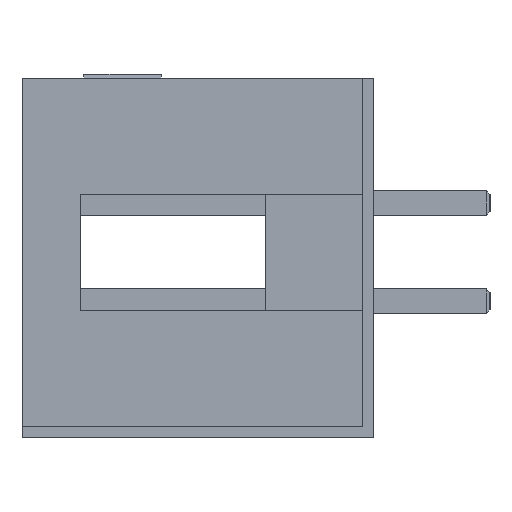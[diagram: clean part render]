
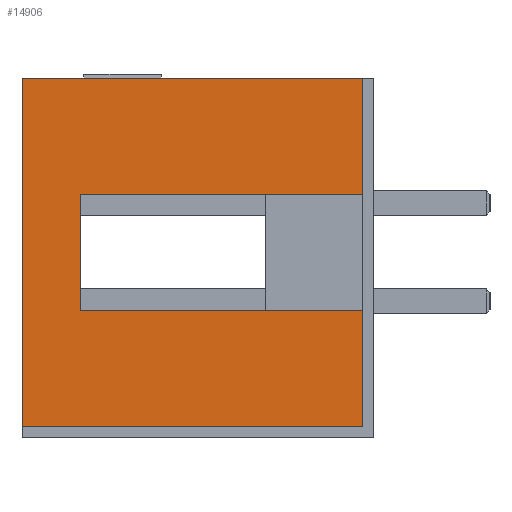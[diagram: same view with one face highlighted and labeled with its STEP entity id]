
A CAD part, left-side view. The second image highlights one B-rep face of the part: STEP entity #14906.
In plain terms, the highlighted planar face has unit normal (-1, 0, 0).
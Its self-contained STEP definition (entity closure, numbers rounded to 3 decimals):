
#269 = CARTESIAN_POINT ( 'NONE',  ( -20.31, 9.1, 0. ) ) ;
#317 = DIRECTION ( 'NONE',  ( 0., -1., 0. ) ) ;
#886 = CARTESIAN_POINT ( 'NONE',  ( -20.31, 0.3, -4.5 ) ) ;
#998 = DIRECTION ( 'NONE',  ( 0., -1., 0. ) ) ;
#1256 = CARTESIAN_POINT ( 'NONE',  ( -20.31, 0.3, 0. ) ) ;
#1590 = VECTOR ( 'NONE', #998, 1000. ) ;
#1738 = VERTEX_POINT ( 'NONE', #4704 ) ;
#1861 = LINE ( 'NONE', #6166, #9226 ) ;
#2045 = CARTESIAN_POINT ( 'NONE',  ( -20.31, 9.1, 4.5 ) ) ;
#2310 = VERTEX_POINT ( 'NONE', #7994 ) ;
#2698 = LINE ( 'NONE', #4361, #16680 ) ;
#2704 = LINE ( 'NONE', #1256, #9183 ) ;
#3374 = PLANE ( 'NONE',  #15597 ) ;
#3785 = DIRECTION ( 'NONE',  ( 0., 0., 1. ) ) ;
#4024 = ORIENTED_EDGE ( 'NONE', *, *, #18907, .T. ) ;
#4064 = ORIENTED_EDGE ( 'NONE', *, *, #11637, .F. ) ;
#4342 = CARTESIAN_POINT ( 'NONE',  ( -20.31, 0.3, -1.5 ) ) ;
#4361 = CARTESIAN_POINT ( 'NONE',  ( -20.31, 9.1, -4.5 ) ) ;
#4520 = DIRECTION ( 'NONE',  ( 0., -1., 0. ) ) ;
#4704 = CARTESIAN_POINT ( 'NONE',  ( -20.31, 0.3, 1.5 ) ) ;
#6076 = LINE ( 'NONE', #12413, #17620 ) ;
#6166 = CARTESIAN_POINT ( 'NONE',  ( -20.31, 7.6, 1.5 ) ) ;
#6930 = VERTEX_POINT ( 'NONE', #4342 ) ;
#7158 = LINE ( 'NONE', #18341, #17492 ) ;
#7359 = ORIENTED_EDGE ( 'NONE', *, *, #11318, .T. ) ;
#7781 = DIRECTION ( 'NONE',  ( 0., 0., -1. ) ) ;
#7920 = EDGE_CURVE ( 'NONE', #6930, #17840, #2704, .T. ) ;
#7955 = EDGE_CURVE ( 'NONE', #9863, #12856, #6076, .T. ) ;
#7994 = CARTESIAN_POINT ( 'NONE',  ( -20.31, 9.1, -4.5 ) ) ;
#8327 = VERTEX_POINT ( 'NONE', #2045 ) ;
#8447 = CARTESIAN_POINT ( 'NONE',  ( -20.31, 9.1, 4.5 ) ) ;
#8814 = EDGE_CURVE ( 'NONE', #8327, #2310, #13639, .T. ) ;
#9183 = VECTOR ( 'NONE', #7781, 1000. ) ;
#9226 = VECTOR ( 'NONE', #317, 1000. ) ;
#9863 = VERTEX_POINT ( 'NONE', #11063 ) ;
#10013 = EDGE_LOOP ( 'NONE', ( #19533, #15227, #16150, #4024, #4064, #14893, #13192, #7359 ) ) ;
#10297 = CARTESIAN_POINT ( 'NONE',  ( -20.31, 0.3, 4.5 ) ) ;
#10783 = DIRECTION ( 'NONE',  ( 0., 0., 1. ) ) ;
#10988 = CARTESIAN_POINT ( 'NONE',  ( -20.31, 9.1, 0. ) ) ;
#11063 = CARTESIAN_POINT ( 'NONE',  ( -20.31, 7.6, -1.5 ) ) ;
#11128 = FACE_OUTER_BOUND ( 'NONE', #10013, .T. ) ;
#11318 = EDGE_CURVE ( 'NONE', #2310, #17840, #2698, .T. ) ;
#11637 = EDGE_CURVE ( 'NONE', #14916, #1738, #7158, .T. ) ;
#12413 = CARTESIAN_POINT ( 'NONE',  ( -20.31, 7.6, 0. ) ) ;
#12450 = VECTOR ( 'NONE', #4520, 1000. ) ;
#12856 = VERTEX_POINT ( 'NONE', #16893 ) ;
#13179 = VECTOR ( 'NONE', #20081, 1000. ) ;
#13192 = ORIENTED_EDGE ( 'NONE', *, *, #8814, .T. ) ;
#13639 = LINE ( 'NONE', #10988, #13179 ) ;
#14893 = ORIENTED_EDGE ( 'NONE', *, *, #16567, .F. ) ;
#14906 = ADVANCED_FACE ( 'NONE', ( #11128 ), #3374, .T. ) ;
#14916 = VERTEX_POINT ( 'NONE', #10297 ) ;
#15227 = ORIENTED_EDGE ( 'NONE', *, *, #15774, .F. ) ;
#15597 = AXIS2_PLACEMENT_3D ( 'NONE', #269, #16271, #3785 ) ;
#15774 = EDGE_CURVE ( 'NONE', #9863, #6930, #16813, .T. ) ;
#16150 = ORIENTED_EDGE ( 'NONE', *, *, #7955, .T. ) ;
#16184 = LINE ( 'NONE', #8447, #1590 ) ;
#16271 = DIRECTION ( 'NONE',  ( -1., 0., 0. ) ) ;
#16567 = EDGE_CURVE ( 'NONE', #8327, #14916, #16184, .T. ) ;
#16647 = DIRECTION ( 'NONE',  ( 0., -1., 0. ) ) ;
#16680 = VECTOR ( 'NONE', #16647, 1000. ) ;
#16813 = LINE ( 'NONE', #20133, #12450 ) ;
#16893 = CARTESIAN_POINT ( 'NONE',  ( -20.31, 7.6, 1.5 ) ) ;
#17492 = VECTOR ( 'NONE', #18146, 1000. ) ;
#17620 = VECTOR ( 'NONE', #10783, 1000. ) ;
#17840 = VERTEX_POINT ( 'NONE', #886 ) ;
#18146 = DIRECTION ( 'NONE',  ( 0., 0., -1. ) ) ;
#18341 = CARTESIAN_POINT ( 'NONE',  ( -20.31, 0.3, 0. ) ) ;
#18907 = EDGE_CURVE ( 'NONE', #12856, #1738, #1861, .T. ) ;
#19533 = ORIENTED_EDGE ( 'NONE', *, *, #7920, .F. ) ;
#20081 = DIRECTION ( 'NONE',  ( 0., 0., -1. ) ) ;
#20133 = CARTESIAN_POINT ( 'NONE',  ( -20.31, 7.6, -1.5 ) ) ;
